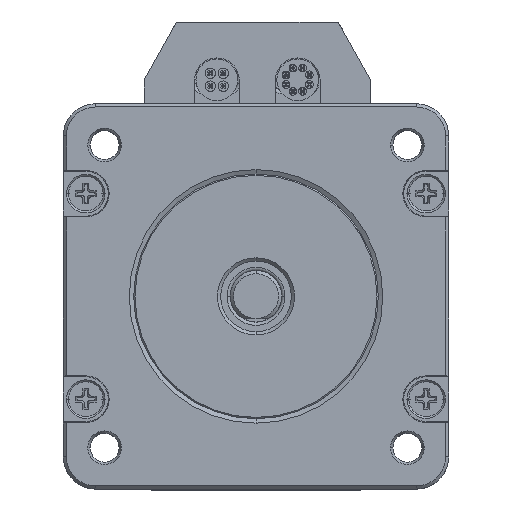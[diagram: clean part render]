
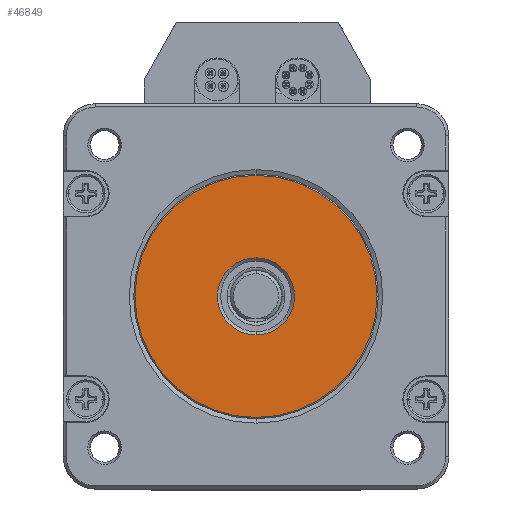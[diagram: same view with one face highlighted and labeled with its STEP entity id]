
A CAD part, top view. The second image highlights one B-rep face of the part: STEP entity #46849.
In plain terms, the highlighted face is planar.
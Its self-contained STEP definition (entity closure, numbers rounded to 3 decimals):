
#43740=CARTESIAN_POINT('',(0.,-1.2,0.));
#43741=DIRECTION('',(0.,1.,0.));
#43742=DIRECTION('',(0.,0.,1.));
#43743=AXIS2_PLACEMENT_3D('',#43740,#43741,#43742);
#43745=CARTESIAN_POINT('',(0.,-1.2,0.));
#43746=DIRECTION('',(0.,1.,0.));
#43747=DIRECTION('',(0.,0.,-1.));
#43748=AXIS2_PLACEMENT_3D('',#43745,#43746,#43747);
#43750=CARTESIAN_POINT('',(0.,-1.2,0.));
#43751=DIRECTION('',(0.,1.,0.));
#43752=DIRECTION('',(0.,0.,1.));
#43753=AXIS2_PLACEMENT_3D('',#43750,#43751,#43752);
#43755=CARTESIAN_POINT('',(0.,-1.2,0.));
#43756=DIRECTION('',(0.,1.,0.));
#43757=DIRECTION('',(0.,0.,-1.));
#43758=AXIS2_PLACEMENT_3D('',#43755,#43756,#43757);
#44786=CARTESIAN_POINT('',(0.,-1.2,6.));
#44787=CARTESIAN_POINT('',(0.,-1.2,-6.));
#44788=VERTEX_POINT('',#44786);
#44789=VERTEX_POINT('',#44787);
#45050=CARTESIAN_POINT('',(0.,-1.2,18.85));
#45051=CARTESIAN_POINT('',(0.,-1.2,-18.85));
#45052=VERTEX_POINT('',#45050);
#45053=VERTEX_POINT('',#45051);
#46833=CARTESIAN_POINT('',(0.,-1.2,0.));
#46834=DIRECTION('',(0.,-1.,0.));
#46835=DIRECTION('',(-1.,0.,0.));
#46836=AXIS2_PLACEMENT_3D('',#46833,#46834,#46835);
#46837=PLANE('',#46836);
#46839=ORIENTED_EDGE('',*,*,#46838,.T.);
#46841=ORIENTED_EDGE('',*,*,#46840,.T.);
#46842=EDGE_LOOP('',(#46839,#46841));
#46843=FACE_OUTER_BOUND('',#46842,.F.);
#46845=ORIENTED_EDGE('',*,*,#46844,.F.);
#46846=ORIENTED_EDGE('',*,*,#46823,.F.);
#46847=EDGE_LOOP('',(#46845,#46846));
#46848=FACE_BOUND('',#46847,.F.);
#46849=ADVANCED_FACE('',(#46843,#46848),#46837,.T.);
#43744=CIRCLE('',#43743,6.);
#43749=CIRCLE('',#43748,6.);
#43754=CIRCLE('',#43753,18.85);
#43759=CIRCLE('',#43758,18.85);
#46823=EDGE_CURVE('',#44789,#44788,#43749,.T.);
#46838=EDGE_CURVE('',#45052,#45053,#43754,.T.);
#46840=EDGE_CURVE('',#45053,#45052,#43759,.T.);
#46844=EDGE_CURVE('',#44788,#44789,#43744,.T.);
